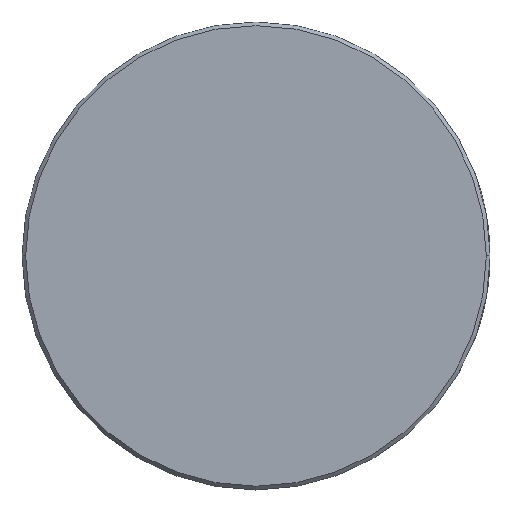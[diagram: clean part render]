
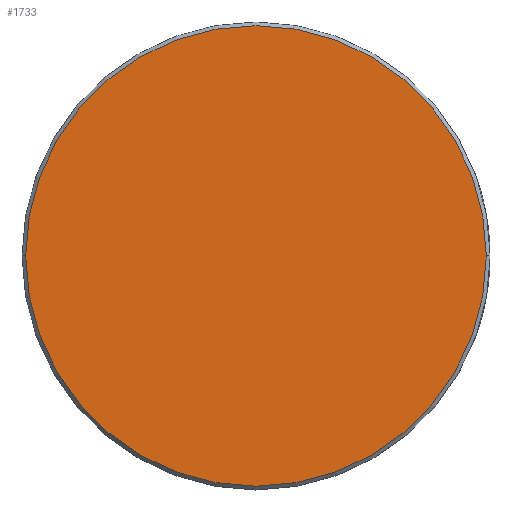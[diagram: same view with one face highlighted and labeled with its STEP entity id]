
A CAD part, top view. The second image highlights one B-rep face of the part: STEP entity #1733.
In plain terms, the highlighted planar face has unit normal (0, 0, 1).
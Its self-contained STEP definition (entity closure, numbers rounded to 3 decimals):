
#25 = DIRECTION ( 'NONE',  ( 1., 0., 0. ) ) ;
#46 = VERTEX_POINT ( 'NONE', #1727 ) ;
#214 = AXIS2_PLACEMENT_3D ( 'NONE', #2455, #1237, #25 ) ;
#563 = CARTESIAN_POINT ( 'NONE',  ( 0., 0., 1.6 ) ) ;
#756 = DIRECTION ( 'NONE',  ( 1., 0., 0. ) ) ;
#881 = AXIS2_PLACEMENT_3D ( 'NONE', #563, #1983, #756 ) ;
#914 = CARTESIAN_POINT ( 'NONE',  ( -12.5, 0., 1.6 ) ) ;
#994 = DIRECTION ( 'NONE',  ( 0., 0., 1. ) ) ;
#1237 = DIRECTION ( 'NONE',  ( 0., 0., 1. ) ) ;
#1263 = FACE_OUTER_BOUND ( 'NONE', #1490, .T. ) ;
#1353 = VERTEX_POINT ( 'NONE', #914 ) ;
#1490 = EDGE_LOOP ( 'NONE', ( #2091, #2400 ) ) ;
#1621 = CIRCLE ( 'NONE', #214, 12.5 ) ;
#1727 = CARTESIAN_POINT ( 'NONE',  ( 12.5, 0., 1.6 ) ) ;
#1733 = ADVANCED_FACE ( 'NONE', ( #1263 ), #2019, .T. ) ;
#1771 = AXIS2_PLACEMENT_3D ( 'NONE', #2214, #994, #2421 ) ;
#1983 = DIRECTION ( 'NONE',  ( 0., 0., 1. ) ) ;
#2019 = PLANE ( 'NONE',  #1771 ) ;
#2058 = EDGE_CURVE ( 'NONE', #1353, #46, #1621, .T. ) ;
#2091 = ORIENTED_EDGE ( 'NONE', *, *, #2058, .T. ) ;
#2214 = CARTESIAN_POINT ( 'NONE',  ( 0., 0., 1.6 ) ) ;
#2400 = ORIENTED_EDGE ( 'NONE', *, *, #2435, .T. ) ;
#2421 = DIRECTION ( 'NONE',  ( 1., 0., 0. ) ) ;
#2435 = EDGE_CURVE ( 'NONE', #46, #1353, #2440, .T. ) ;
#2440 = CIRCLE ( 'NONE', #881, 12.5 ) ;
#2455 = CARTESIAN_POINT ( 'NONE',  ( 0., 0., 1.6 ) ) ;
